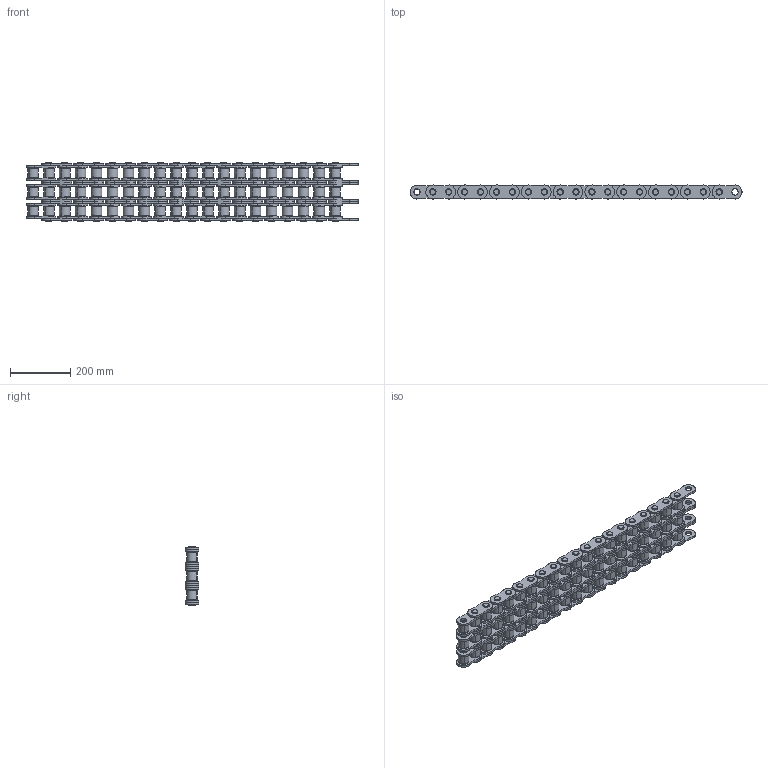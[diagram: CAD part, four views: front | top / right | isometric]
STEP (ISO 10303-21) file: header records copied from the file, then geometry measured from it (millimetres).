
FILE_DESCRIPTION(('FreeCAD Model'),'2;1');
FILE_NAME('Open CASCADE Shape Model','2025-05-01T01:01:46',('FreeCAD'),( 'FreeCAD'),'Open CASCADE STEP processor 7.6','FreeCAD','Unknown');
FILE_SCHEMA(('AUTOMOTIVE_DESIGN { 1 0 10303 214 1 1 1 1 }'));
Products named in the file (1): Open CASCADE STEP translator 7.6 1
Bounding box: 1097.91 x 46.09 x 194.68 mm (x, y, z)
Volume: 5666988.4 mm3; surface area: 1916711.9 mm2
Topology: 223 solids, 223 shells, 2312 faces, 5186 edges, 3320 vertices
Faces by surface type: bspline 2312
Entity records: 71820 total; most frequent: CARTESIAN_POINT 42273, ORIENTED_EDGE 10372, EDGE_CURVE 5186, VERTEX_POINT 3320, FACE_BOUND 2960, EDGE_LOOP 2960, ADVANCED_FACE 2312, B_SPLINE_CURVE_WITH_KNOTS 1530
